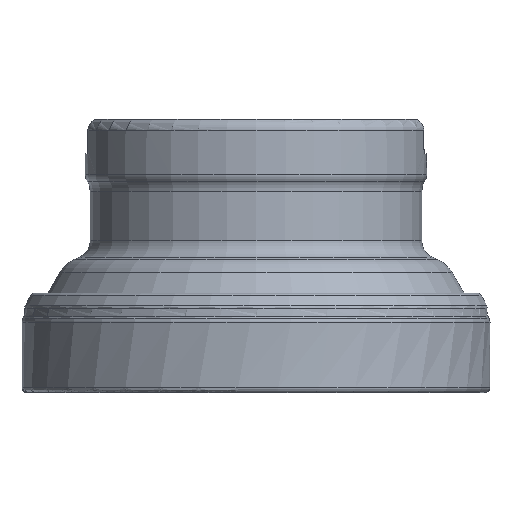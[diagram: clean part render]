
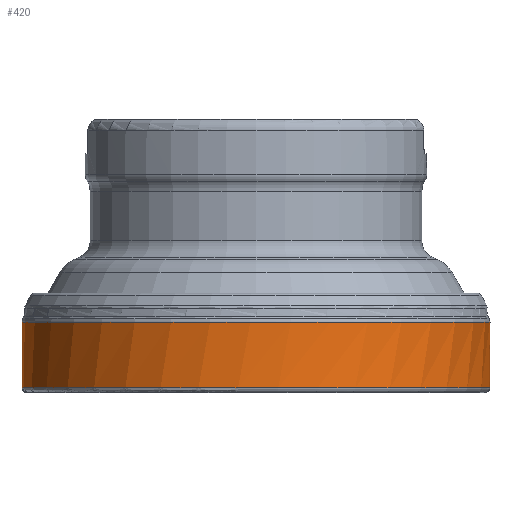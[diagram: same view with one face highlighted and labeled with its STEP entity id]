
A CAD part, front view. The second image highlights one B-rep face of the part: STEP entity #420.
In plain terms, the highlighted face is a revolution surface.
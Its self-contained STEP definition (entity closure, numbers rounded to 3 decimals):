
#117=SURFACE_OF_REVOLUTION('',#1182,#138);
#138=AXIS1_PLACEMENT('',#2400,#1567);
#327=FACE_BOUND('',#575,.T.);
#328=FACE_BOUND('',#576,.T.);
#420=ADVANCED_FACE('',(#327,#328),#117,.F.);
#575=EDGE_LOOP('',(#879));
#576=EDGE_LOOP('',(#880));
#658=CIRCLE('',#1304,38.1);
#659=CIRCLE('',#1305,38.1);
#879=ORIENTED_EDGE('',*,*,#1113,.T.);
#880=ORIENTED_EDGE('',*,*,#1114,.F.);
#993=VERTEX_POINT('',#2371);
#994=VERTEX_POINT('',#2385);
#1113=EDGE_CURVE('',#993,#993,#658,.T.);
#1114=EDGE_CURVE('',#994,#994,#659,.T.);
#1182=B_SPLINE_CURVE_WITH_KNOTS('',3,(#2386,#2387,#2388,#2389,#2390,#2391,
#2392,#2393,#2394,#2395,#2396,#2397,#2398,#2399),.UNSPECIFIED.,.F.,.F.,
(4,1,1,1,1,1,1,1,1,1,1,4),(0.,0.228,0.369,0.509,
0.65,0.72,0.756,0.791,
0.861,0.931,0.967,1.),.UNSPECIFIED.);
#1304=AXIS2_PLACEMENT_3D('',#2370,#1562,#1563);
#1305=AXIS2_PLACEMENT_3D('',#2384,#1565,#1566);
#1562=DIRECTION('',(0.,0.,1.));
#1563=DIRECTION('',(1.,0.,0.));
#1565=DIRECTION('',(0.,0.,1.));
#1566=DIRECTION('',(1.,0.,0.));
#1567=DIRECTION('',(0.,0.,1.));
#2370=CARTESIAN_POINT('',(0.,0.,0.764));
#2371=CARTESIAN_POINT('',(38.1,0.,0.764));
#2384=CARTESIAN_POINT('',(0.,0.,11.413));
#2385=CARTESIAN_POINT('',(38.1,0.,11.413));
#2386=CARTESIAN_POINT('',(38.079,-1.257,11.413));
#2387=CARTESIAN_POINT('',(38.091,-1.473,10.607));
#2388=CARTESIAN_POINT('',(38.099,-1.822,9.303));
#2389=CARTESIAN_POINT('',(38.087,-2.305,7.502));
#2390=CARTESIAN_POINT('',(38.064,-2.705,6.01));
#2391=CARTESIAN_POINT('',(38.034,-3.038,4.767));
#2392=CARTESIAN_POINT('',(38.009,-3.271,3.897));
#2393=CARTESIAN_POINT('',(37.992,-3.404,3.4));
#2394=CARTESIAN_POINT('',(37.976,-3.525,2.9));
#2395=CARTESIAN_POINT('',(37.954,-3.66,2.27));
#2396=CARTESIAN_POINT('',(37.932,-3.769,1.636));
#2397=CARTESIAN_POINT('',(37.914,-3.84,1.133));
#2398=CARTESIAN_POINT('',(37.905,-3.875,0.885));
#2399=CARTESIAN_POINT('',(37.901,-3.892,0.764));
#2400=CARTESIAN_POINT('',(0.,0.,0.));
